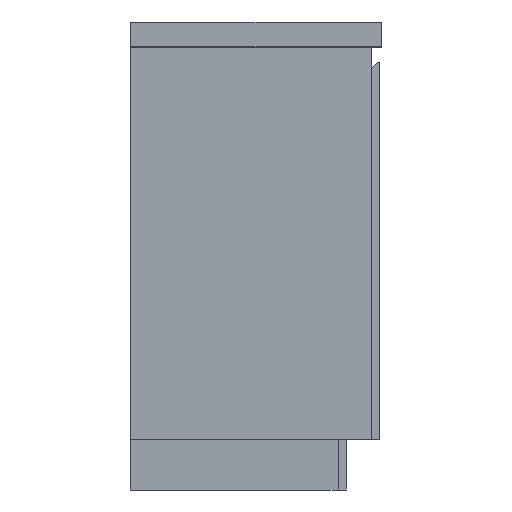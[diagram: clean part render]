
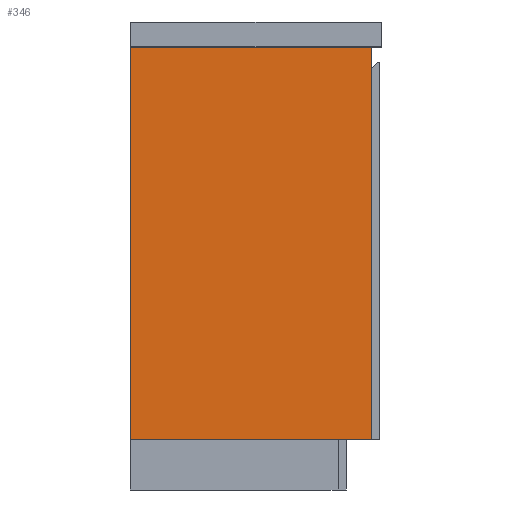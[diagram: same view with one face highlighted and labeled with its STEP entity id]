
A CAD part, left-side view. The second image highlights one B-rep face of the part: STEP entity #346.
In plain terms, the highlighted planar face has unit normal (-1, 0, 0).
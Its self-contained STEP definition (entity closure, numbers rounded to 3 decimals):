
#346=ADVANCED_FACE('',(#455),#1702,.T.);
#455=FACE_OUTER_BOUND('',#564,.T.);
#564=EDGE_LOOP('',(#786,#787,#788,#789));
#786=ORIENTED_EDGE('',*,*,#1172,.F.);
#787=ORIENTED_EDGE('',*,*,#1159,.T.);
#788=ORIENTED_EDGE('',*,*,#1170,.T.);
#789=ORIENTED_EDGE('',*,*,#1171,.F.);
#1159=EDGE_CURVE('',#1571,#1570,#1385,.T.);
#1170=EDGE_CURVE('',#1570,#1578,#1396,.T.);
#1171=EDGE_CURVE('',#1579,#1578,#1397,.T.);
#1172=EDGE_CURVE('',#1571,#1579,#1398,.T.);
#1385=B_SPLINE_CURVE_WITH_KNOTS('',1,(#2361,#2362),.UNSPECIFIED.,.F.,.F.,
(2,2),(-780.,0.),.UNSPECIFIED.);
#1396=B_SPLINE_CURVE_WITH_KNOTS('',1,(#2383,#2384),.UNSPECIFIED.,.F.,.F.,
(2,2),(-479.,0.),.UNSPECIFIED.);
#1397=B_SPLINE_CURVE_WITH_KNOTS('',1,(#2385,#2386),.UNSPECIFIED.,.F.,.F.,
(2,2),(-780.,0.),.UNSPECIFIED.);
#1398=B_SPLINE_CURVE_WITH_KNOTS('',1,(#2387,#2388),.UNSPECIFIED.,.F.,.F.,
(2,2),(-479.,0.),.UNSPECIFIED.);
#1570=VERTEX_POINT('',#2341);
#1571=VERTEX_POINT('',#2342);
#1578=VERTEX_POINT('',#2349);
#1579=VERTEX_POINT('',#2350);
#1702=PLANE('',#1917);
#1917=AXIS2_PLACEMENT_3D('',#2330,#2037,$);
#2037=DIRECTION('',(-1.,0.,0.));
#2330=CARTESIAN_POINT('',(-594.,-468.,526.9));
#2341=CARTESIAN_POINT('',(-594.,390.,479.));
#2342=CARTESIAN_POINT('',(-594.,-390.,479.));
#2349=CARTESIAN_POINT('',(-594.,390.,0.));
#2350=CARTESIAN_POINT('',(-594.,-390.,0.));
#2361=CARTESIAN_POINT('',(-594.,-390.,479.));
#2362=CARTESIAN_POINT('',(-594.,390.,479.));
#2383=CARTESIAN_POINT('',(-594.,390.,479.));
#2384=CARTESIAN_POINT('',(-594.,390.,0.));
#2385=CARTESIAN_POINT('',(-594.,-390.,0.));
#2386=CARTESIAN_POINT('',(-594.,390.,0.));
#2387=CARTESIAN_POINT('',(-594.,-390.,479.));
#2388=CARTESIAN_POINT('',(-594.,-390.,0.));
